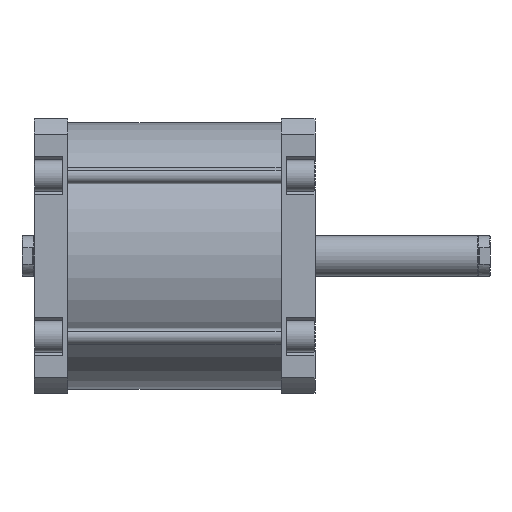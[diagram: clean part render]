
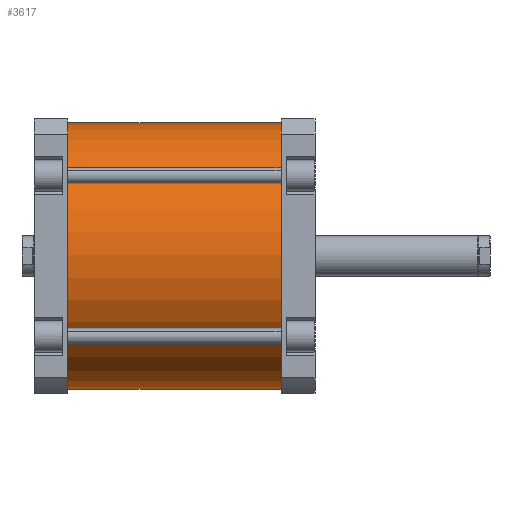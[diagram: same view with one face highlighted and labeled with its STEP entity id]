
A CAD part, front view. The second image highlights one B-rep face of the part: STEP entity #3617.
In plain terms, the highlighted cylindrical face has radius 131 mm (diameter 262 mm), a partial arc.
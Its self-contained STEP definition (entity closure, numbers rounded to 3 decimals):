
#762 = CARTESIAN_POINT ( 'NONE',  ( 131., 0., 210. ) ) ;
#763 = CARTESIAN_POINT ( 'NONE',  ( -131., 0., 210. ) ) ;
#764 = CARTESIAN_POINT ( 'NONE',  ( 131., 0., 0. ) ) ;
#765 = CARTESIAN_POINT ( 'NONE',  ( -131., 0., 0. ) ) ;
#799 = VERTEX_POINT ( 'NONE', #765 ) ;
#800 = VERTEX_POINT ( 'NONE', #764 ) ;
#801 = VERTEX_POINT ( 'NONE', #763 ) ;
#802 = VERTEX_POINT ( 'NONE', #762 ) ;
#1422 = VECTOR ( 'NONE', #4693, 1000. ) ;
#1432 = VECTOR ( 'NONE', #4697, 1000. ) ;
#1433 = LINE ( 'NONE', #4686, #1422 ) ;
#1434 = CIRCLE ( 'NONE', #5883, 131. ) ;
#1435 = LINE ( 'NONE', #4681, #1432 ) ;
#1436 = CIRCLE ( 'NONE', #5887, 131. ) ;
#1723 = FACE_OUTER_BOUND ( 'NONE', #2786, .T. ) ;
#1726 = CYLINDRICAL_SURFACE ( 'NONE', #6022, 131. ) ;
#2397 = EDGE_CURVE ( 'NONE', #800, #799, #1434, .T. ) ;
#2398 = EDGE_CURVE ( 'NONE', #802, #800, #1433, .T. ) ;
#2399 = EDGE_CURVE ( 'NONE', #802, #801, #1436, .T. ) ;
#2400 = EDGE_CURVE ( 'NONE', #801, #799, #1435, .T. ) ;
#2786 = EDGE_LOOP ( 'NONE', ( #3246, #3247, #3248, #3249 ) ) ;
#3246 = ORIENTED_EDGE ( 'NONE', *, *, #2399, .F. ) ;
#3247 = ORIENTED_EDGE ( 'NONE', *, *, #2398, .T. ) ;
#3248 = ORIENTED_EDGE ( 'NONE', *, *, #2397, .T. ) ;
#3249 = ORIENTED_EDGE ( 'NONE', *, *, #2400, .F. ) ;
#3617 = ADVANCED_FACE ( 'NONE', ( #1723 ), #1726, .T. ) ;
#4681 = CARTESIAN_POINT ( 'NONE',  ( -131., 0., 210. ) ) ;
#4686 = CARTESIAN_POINT ( 'NONE',  ( 131., 0., 210. ) ) ;
#4689 = CARTESIAN_POINT ( 'NONE',  ( 0., 0., 0. ) ) ;
#4690 = DIRECTION ( 'NONE',  ( 0., 0., 1. ) ) ;
#4691 = DIRECTION ( 'NONE',  ( 1., 0., 0. ) ) ;
#4692 = CARTESIAN_POINT ( 'NONE',  ( 0., 0., 210. ) ) ;
#4693 = DIRECTION ( 'NONE',  ( 0., 0., -1. ) ) ;
#4694 = DIRECTION ( 'NONE',  ( 0., 0., 1. ) ) ;
#4695 = DIRECTION ( 'NONE',  ( 1., 0., 0. ) ) ;
#4697 = DIRECTION ( 'NONE',  ( 0., 0., -1. ) ) ;
#5171 = DIRECTION ( 'NONE',  ( -1., 0., 0. ) ) ;
#5172 = DIRECTION ( 'NONE',  ( 0., 0., -1. ) ) ;
#5173 = CARTESIAN_POINT ( 'NONE',  ( 0., 0., 210. ) ) ;
#5883 = AXIS2_PLACEMENT_3D ( 'NONE', #4689, #4690, #4691 ) ;
#5887 = AXIS2_PLACEMENT_3D ( 'NONE', #4692, #4694, #4695 ) ;
#6022 = AXIS2_PLACEMENT_3D ( 'NONE', #5173, #5172, #5171 ) ;
